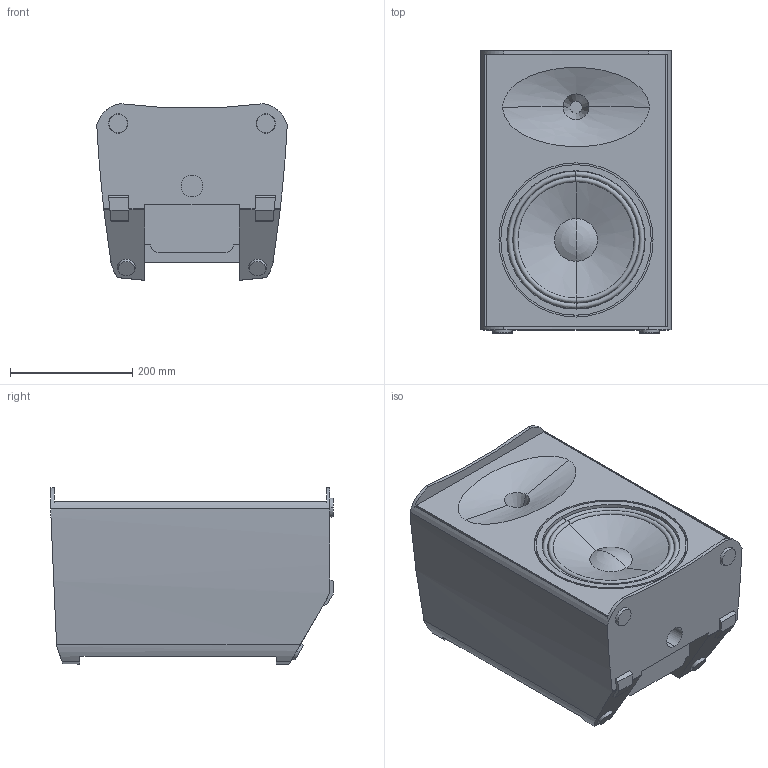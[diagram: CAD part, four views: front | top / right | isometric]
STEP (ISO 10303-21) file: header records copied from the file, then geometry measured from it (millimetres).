
FILE_DESCRIPTION((''),'2;1');
FILE_NAME('FG-901639-3D','2025-06-19T15:08:24',('Fred.Gerstenberger'),('QSC,_LLC'),'CREO PARAMETRIC BY PTC INC, 2022014','CREO PARAMETRIC BY PTC INC, 2022014','');
FILE_SCHEMA(('AUTOMOTIVE_DESIGN { 1 0 10303 214 1 1 1 1 }'));
Length unit declared in the file: millimetre
Products named in the file (1): FG-901639-3D
Bounding box: 312 x 462 x 289.22 mm (x, y, z)
Volume: 27896407 mm3; surface area: 763757.8 mm2
Topology: 1 solids, 1 shells, 178 faces, 450 edges, 293 vertices
Faces by surface type: plane 94, cylinder 54, cone 14, torus 8, bspline 6, sphere 2
Entity records: 5758 total; most frequent: CARTESIAN_POINT 1290, ORIENTED_EDGE 896, DIRECTION 872, EDGE_CURVE 448, AXIS2_PLACEMENT_3D 300, VERTEX_POINT 293, VECTOR 272, LINE 272
